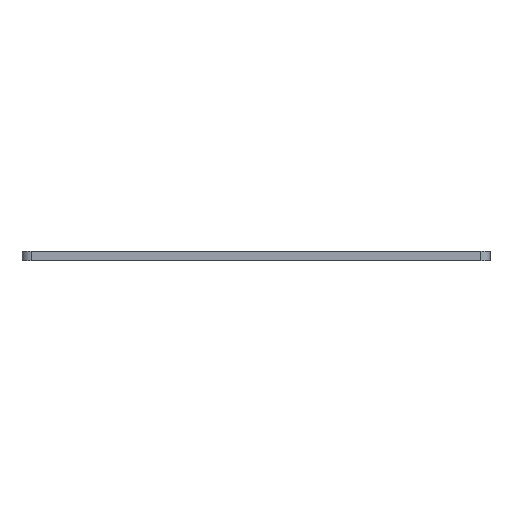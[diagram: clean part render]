
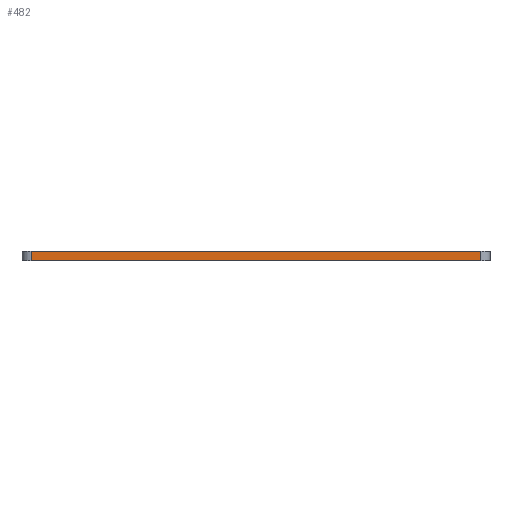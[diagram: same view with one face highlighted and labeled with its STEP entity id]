
A CAD part, front view. The second image highlights one B-rep face of the part: STEP entity #482.
In plain terms, the highlighted planar face has unit normal (0, -1, 0).
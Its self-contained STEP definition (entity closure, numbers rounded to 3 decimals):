
#127 = EDGE_CURVE ( 'NONE', #1014, #297, #976, .T. ) ;
#171 = VECTOR ( 'NONE', #929, 1000. ) ;
#185 = LINE ( 'NONE', #1021, #171 ) ;
#210 = DIRECTION ( 'NONE',  ( 1., 0., 0. ) ) ;
#214 = EDGE_LOOP ( 'NONE', ( #965, #979, #1043, #1058 ) ) ;
#215 = CARTESIAN_POINT ( 'NONE',  ( 5., 0., 0. ) ) ;
#284 = DIRECTION ( 'NONE',  ( 0., 0., 1. ) ) ;
#285 = DIRECTION ( 'NONE',  ( 0., 1., 0. ) ) ;
#297 = VERTEX_POINT ( 'NONE', #653 ) ;
#305 = PLANE ( 'NONE',  #696 ) ;
#308 = EDGE_CURVE ( 'NONE', #1249, #1014, #772, .T. ) ;
#312 = EDGE_CURVE ( 'NONE', #984, #297, #761, .T. ) ;
#317 = CARTESIAN_POINT ( 'NONE',  ( 5., 0., 5. ) ) ;
#482 = ADVANCED_FACE ( 'NONE', ( #628 ), #305, .F. ) ;
#529 = CARTESIAN_POINT ( 'NONE',  ( 245., 0., 5. ) ) ;
#587 = DIRECTION ( 'NONE',  ( 0., 0., -1. ) ) ;
#615 = CARTESIAN_POINT ( 'NONE',  ( 245., 0., 5. ) ) ;
#627 = CARTESIAN_POINT ( 'NONE',  ( 5., 0., 5. ) ) ;
#628 = FACE_OUTER_BOUND ( 'NONE', #214, .T. ) ;
#634 = DIRECTION ( 'NONE',  ( 0., 0., -1. ) ) ;
#653 = CARTESIAN_POINT ( 'NONE',  ( 245., 0., 0. ) ) ;
#696 = AXIS2_PLACEMENT_3D ( 'NONE', #317, #285, #284 ) ;
#746 = VECTOR ( 'NONE', #587, 1000. ) ;
#756 = VECTOR ( 'NONE', #634, 1000. ) ;
#761 = LINE ( 'NONE', #615, #746 ) ;
#772 = LINE ( 'NONE', #627, #756 ) ;
#899 = CARTESIAN_POINT ( 'NONE',  ( 5., 0., 5. ) ) ;
#901 = CARTESIAN_POINT ( 'NONE',  ( 5., 0., 0. ) ) ;
#929 = DIRECTION ( 'NONE',  ( 1., 0., 0. ) ) ;
#951 = VECTOR ( 'NONE', #210, 1000. ) ;
#965 = ORIENTED_EDGE ( 'NONE', *, *, #127, .T. ) ;
#976 = LINE ( 'NONE', #215, #951 ) ;
#979 = ORIENTED_EDGE ( 'NONE', *, *, #312, .F. ) ;
#984 = VERTEX_POINT ( 'NONE', #529 ) ;
#1014 = VERTEX_POINT ( 'NONE', #901 ) ;
#1021 = CARTESIAN_POINT ( 'NONE',  ( 5., 0., 5. ) ) ;
#1043 = ORIENTED_EDGE ( 'NONE', *, *, #1211, .F. ) ;
#1058 = ORIENTED_EDGE ( 'NONE', *, *, #308, .T. ) ;
#1211 = EDGE_CURVE ( 'NONE', #1249, #984, #185, .T. ) ;
#1249 = VERTEX_POINT ( 'NONE', #899 ) ;
